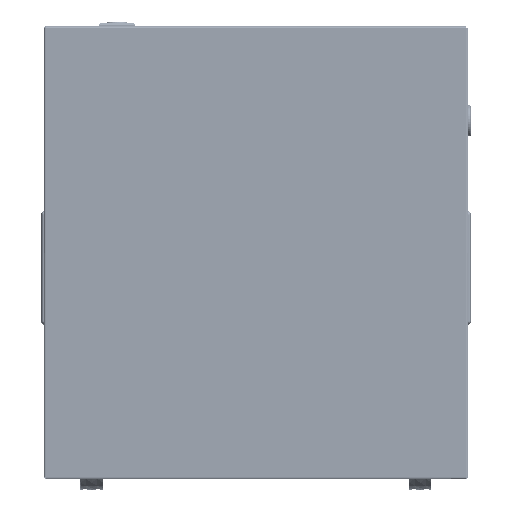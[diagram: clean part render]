
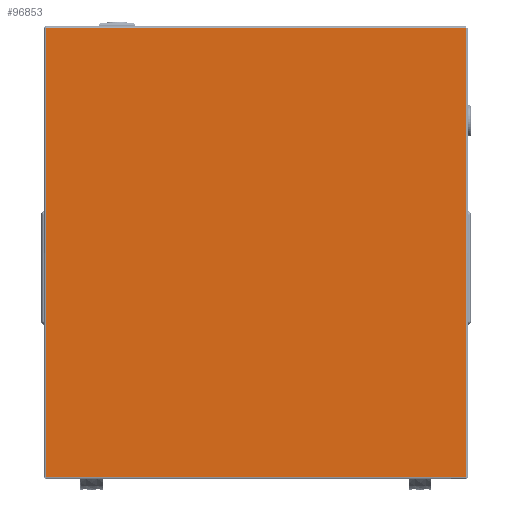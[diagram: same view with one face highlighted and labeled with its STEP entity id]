
A CAD part, left-side view. The second image highlights one B-rep face of the part: STEP entity #96853.
In plain terms, the highlighted face is planar.
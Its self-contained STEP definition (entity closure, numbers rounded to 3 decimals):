
#12467 = VERTEX_POINT ( 'NONE', #135035 ) ;
#14533 = EDGE_CURVE ( 'NONE', #12467, #197481, #152419, .T. ) ;
#25756 = VECTOR ( 'NONE', #199273, 1000. ) ;
#27661 = VERTEX_POINT ( 'NONE', #117236 ) ;
#30350 = CARTESIAN_POINT ( 'NONE',  ( 178.5, 167., -1. ) ) ;
#42248 = DIRECTION ( 'NONE',  ( 0., -1., 0. ) ) ;
#45469 = EDGE_CURVE ( 'NONE', #197481, #27661, #63464, .T. ) ;
#47035 = VECTOR ( 'NONE', #147992, 1000. ) ;
#50752 = DIRECTION ( 'NONE',  ( 0., 0., 1. ) ) ;
#62772 = CARTESIAN_POINT ( 'NONE',  ( 178.5, -167., -1. ) ) ;
#63464 = LINE ( 'NONE', #195568, #110680 ) ;
#75799 = ORIENTED_EDGE ( 'NONE', *, *, #14533, .T. ) ;
#94962 = VERTEX_POINT ( 'NONE', #95428 ) ;
#95428 = CARTESIAN_POINT ( 'NONE',  ( -178.5, -167., -1. ) ) ;
#96853 = ADVANCED_FACE ( 'NONE', ( #115674 ), #150334, .F. ) ;
#110680 = VECTOR ( 'NONE', #42248, 1000. ) ;
#115674 = FACE_OUTER_BOUND ( 'NONE', #175994, .T. ) ;
#117236 = CARTESIAN_POINT ( 'NONE',  ( 178.5, -167., -1. ) ) ;
#118867 = CARTESIAN_POINT ( 'NONE',  ( -178.5, -167., -1. ) ) ;
#121535 = VECTOR ( 'NONE', #151334, 1000. ) ;
#123437 = AXIS2_PLACEMENT_3D ( 'NONE', #168241, #50752, #170461 ) ;
#125990 = EDGE_CURVE ( 'NONE', #27661, #94962, #184703, .T. ) ;
#134556 = LINE ( 'NONE', #118867, #121535 ) ;
#135035 = CARTESIAN_POINT ( 'NONE',  ( -178.5, 167., -1. ) ) ;
#147992 = DIRECTION ( 'NONE',  ( 1., 0., 0. ) ) ;
#148692 = ORIENTED_EDGE ( 'NONE', *, *, #207408, .T. ) ;
#150239 = ORIENTED_EDGE ( 'NONE', *, *, #45469, .T. ) ;
#150334 = PLANE ( 'NONE',  #123437 ) ;
#151334 = DIRECTION ( 'NONE',  ( 0., 1., 0. ) ) ;
#152419 = LINE ( 'NONE', #219620, #47035 ) ;
#164815 = ORIENTED_EDGE ( 'NONE', *, *, #125990, .T. ) ;
#168241 = CARTESIAN_POINT ( 'NONE',  ( 0., 0., -1. ) ) ;
#170461 = DIRECTION ( 'NONE',  ( 1., 0., 0. ) ) ;
#175994 = EDGE_LOOP ( 'NONE', ( #148692, #75799, #150239, #164815 ) ) ;
#184703 = LINE ( 'NONE', #62772, #25756 ) ;
#195568 = CARTESIAN_POINT ( 'NONE',  ( 178.5, 167., -1. ) ) ;
#197481 = VERTEX_POINT ( 'NONE', #30350 ) ;
#199273 = DIRECTION ( 'NONE',  ( -1., 0., 0. ) ) ;
#207408 = EDGE_CURVE ( 'NONE', #94962, #12467, #134556, .T. ) ;
#219620 = CARTESIAN_POINT ( 'NONE',  ( -178.5, 167., -1. ) ) ;
